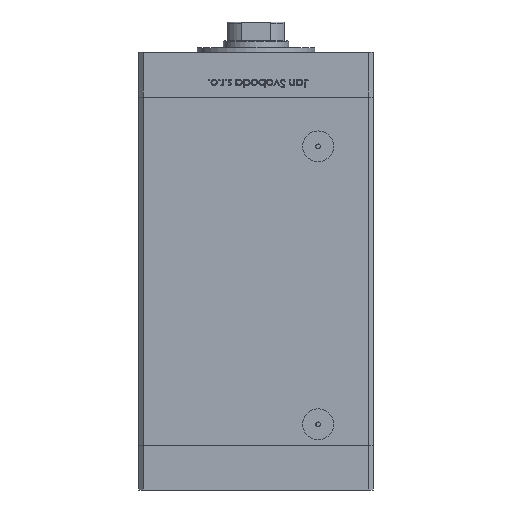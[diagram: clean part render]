
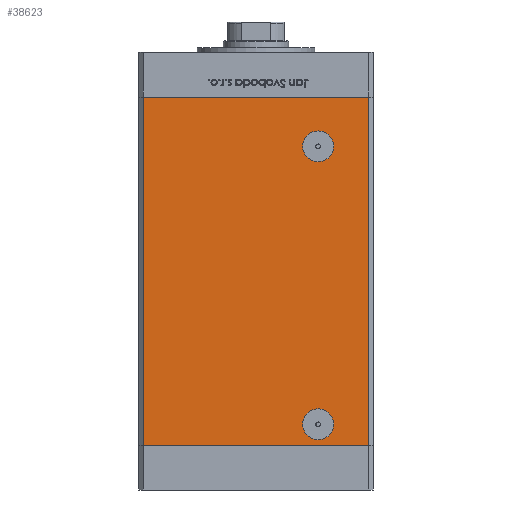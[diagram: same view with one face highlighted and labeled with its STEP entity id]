
A CAD part, front view. The second image highlights one B-rep face of the part: STEP entity #38623.
In plain terms, the highlighted planar face has unit normal (0, -1, 0).
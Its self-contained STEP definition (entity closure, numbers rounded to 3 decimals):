
#861 = AXIS2_PLACEMENT_3D ( 'NONE', #47934, #36059, #51645 ) ;
#2468 = CARTESIAN_POINT ( 'NONE',  ( -48., -43.5, 148.5 ) ) ;
#2564 = DIRECTION ( 'NONE',  ( 1., 0., 0. ) ) ;
#4614 = VERTEX_POINT ( 'NONE', #48750 ) ;
#5099 = VERTEX_POINT ( 'NONE', #6639 ) ;
#5436 = EDGE_CURVE ( 'NONE', #38162, #51162, #48219, .T. ) ;
#5711 = CIRCLE ( 'NONE', #48672, 6.58 ) ;
#6411 = LINE ( 'NONE', #2468, #31291 ) ;
#6639 = CARTESIAN_POINT ( 'NONE',  ( 26.5, -43.5, 2.42 ) ) ;
#7531 = CARTESIAN_POINT ( 'NONE',  ( 26.5, -43.5, 120.92 ) ) ;
#7584 = FACE_BOUND ( 'NONE', #47115, .T. ) ;
#7592 = ORIENTED_EDGE ( 'NONE', *, *, #47776, .T. ) ;
#9434 = EDGE_LOOP ( 'NONE', ( #39973, #35852 ) ) ;
#9701 = AXIS2_PLACEMENT_3D ( 'NONE', #41272, #37318, #36790 ) ;
#10103 = DIRECTION ( 'NONE',  ( 0., 0., -1. ) ) ;
#11267 = DIRECTION ( 'NONE',  ( 0., -1., 0. ) ) ;
#11421 = DIRECTION ( 'NONE',  ( 1., 0., 0. ) ) ;
#11438 = EDGE_LOOP ( 'NONE', ( #7592, #23360, #40615, #36909 ) ) ;
#15486 = CARTESIAN_POINT ( 'NONE',  ( -48., -43.5, 0. ) ) ;
#16463 = CARTESIAN_POINT ( 'NONE',  ( 48., -43.5, 148.5 ) ) ;
#16557 = CARTESIAN_POINT ( 'NONE',  ( 48., -43.5, 148.5 ) ) ;
#18426 = AXIS2_PLACEMENT_3D ( 'NONE', #35657, #19029, #39617 ) ;
#19029 = DIRECTION ( 'NONE',  ( 0., 1., 0. ) ) ;
#19127 = EDGE_CURVE ( 'NONE', #5099, #42961, #27387, .T. ) ;
#19177 = FACE_OUTER_BOUND ( 'NONE', #11438, .T. ) ;
#19335 = CARTESIAN_POINT ( 'NONE',  ( -48., -43.5, 0. ) ) ;
#19857 = LINE ( 'NONE', #19335, #24577 ) ;
#20057 = ORIENTED_EDGE ( 'NONE', *, *, #28178, .F. ) ;
#22569 = CIRCLE ( 'NONE', #52077, 6.58 ) ;
#23360 = ORIENTED_EDGE ( 'NONE', *, *, #5436, .F. ) ;
#23448 = DIRECTION ( 'NONE',  ( 0., 0., -1. ) ) ;
#24577 = VECTOR ( 'NONE', #11421, 1000. ) ;
#24984 = DIRECTION ( 'NONE',  ( 0., 0., -1. ) ) ;
#25209 = VECTOR ( 'NONE', #24984, 1000. ) ;
#25712 = ORIENTED_EDGE ( 'NONE', *, *, #19127, .F. ) ;
#26822 = VECTOR ( 'NONE', #2564, 1000. ) ;
#26842 = CARTESIAN_POINT ( 'NONE',  ( 26.5, -43.5, 9. ) ) ;
#27387 = CIRCLE ( 'NONE', #9701, 6.58 ) ;
#27397 = DIRECTION ( 'NONE',  ( 0., 1., 0. ) ) ;
#27615 = FACE_BOUND ( 'NONE', #9434, .T. ) ;
#28178 = EDGE_CURVE ( 'NONE', #42961, #5099, #22569, .T. ) ;
#30210 = CIRCLE ( 'NONE', #18426, 6.58 ) ;
#31291 = VECTOR ( 'NONE', #10103, 1000. ) ;
#31589 = EDGE_CURVE ( 'NONE', #4614, #46788, #5711, .T. ) ;
#33560 = VERTEX_POINT ( 'NONE', #15486 ) ;
#34171 = EDGE_CURVE ( 'NONE', #46788, #4614, #30210, .T. ) ;
#34451 = EDGE_CURVE ( 'NONE', #50820, #38162, #51089, .T. ) ;
#35289 = PLANE ( 'NONE',  #861 ) ;
#35336 = CARTESIAN_POINT ( 'NONE',  ( 26.5, -43.5, 127.5 ) ) ;
#35657 = CARTESIAN_POINT ( 'NONE',  ( 26.5, -43.5, 127.5 ) ) ;
#35852 = ORIENTED_EDGE ( 'NONE', *, *, #31589, .T. ) ;
#36059 = DIRECTION ( 'NONE',  ( 0., 1., 0. ) ) ;
#36790 = DIRECTION ( 'NONE',  ( 0., 0., -1. ) ) ;
#36909 = ORIENTED_EDGE ( 'NONE', *, *, #43627, .T. ) ;
#37318 = DIRECTION ( 'NONE',  ( 0., -1., 0. ) ) ;
#38162 = VERTEX_POINT ( 'NONE', #16463 ) ;
#38623 = ADVANCED_FACE ( 'NONE', ( #7584, #19177, #27615 ), #35289, .F. ) ;
#38688 = CARTESIAN_POINT ( 'NONE',  ( -48., -43.5, 148.5 ) ) ;
#39494 = CARTESIAN_POINT ( 'NONE',  ( 26.5, -43.5, 15.58 ) ) ;
#39617 = DIRECTION ( 'NONE',  ( 0., 0., -1. ) ) ;
#39973 = ORIENTED_EDGE ( 'NONE', *, *, #34171, .T. ) ;
#40615 = ORIENTED_EDGE ( 'NONE', *, *, #34451, .F. ) ;
#41272 = CARTESIAN_POINT ( 'NONE',  ( 26.5, -43.5, 9. ) ) ;
#42961 = VERTEX_POINT ( 'NONE', #39494 ) ;
#43627 = EDGE_CURVE ( 'NONE', #50820, #33560, #6411, .T. ) ;
#45418 = CARTESIAN_POINT ( 'NONE',  ( -48., -43.5, 148.5 ) ) ;
#46788 = VERTEX_POINT ( 'NONE', #7531 ) ;
#47115 = EDGE_LOOP ( 'NONE', ( #25712, #20057 ) ) ;
#47776 = EDGE_CURVE ( 'NONE', #33560, #51162, #19857, .T. ) ;
#47934 = CARTESIAN_POINT ( 'NONE',  ( -48., -43.5, 148.5 ) ) ;
#48219 = LINE ( 'NONE', #16557, #25209 ) ;
#48672 = AXIS2_PLACEMENT_3D ( 'NONE', #35336, #27397, #23448 ) ;
#48750 = CARTESIAN_POINT ( 'NONE',  ( 26.5, -43.5, 134.08 ) ) ;
#49835 = CARTESIAN_POINT ( 'NONE',  ( 48., -43.5, 0. ) ) ;
#50820 = VERTEX_POINT ( 'NONE', #45418 ) ;
#51089 = LINE ( 'NONE', #38688, #26822 ) ;
#51162 = VERTEX_POINT ( 'NONE', #49835 ) ;
#51384 = DIRECTION ( 'NONE',  ( 0., 0., -1. ) ) ;
#51645 = DIRECTION ( 'NONE',  ( 0., 0., 1. ) ) ;
#52077 = AXIS2_PLACEMENT_3D ( 'NONE', #26842, #11267, #51384 ) ;
